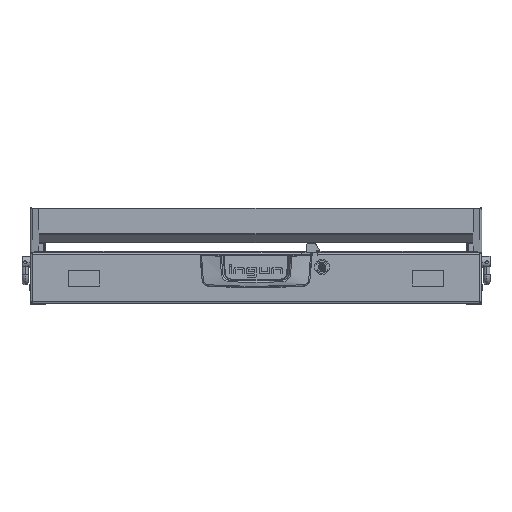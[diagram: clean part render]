
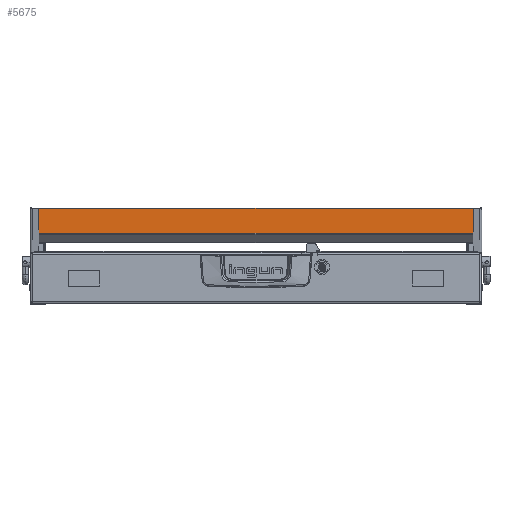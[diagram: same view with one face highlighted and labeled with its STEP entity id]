
A CAD part, top view. The second image highlights one B-rep face of the part: STEP entity #5675.
In plain terms, the highlighted planar face has unit normal (0, 0, 1).
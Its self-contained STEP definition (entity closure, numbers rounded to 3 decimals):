
#1283 = EDGE_CURVE ( 'NONE', #10902, #37518, #25942, .T. ) ;
#1418 = ORIENTED_EDGE ( 'NONE', *, *, #11919, .T. ) ;
#3353 = AXIS2_PLACEMENT_3D ( 'NONE', #43721, #23338, #9550 ) ;
#5301 = EDGE_CURVE ( 'NONE', #10902, #9813, #43544, .T. ) ;
#5675 = ADVANCED_FACE ( 'NONE', ( #19558 ), #36614, .F. ) ;
#6064 = CARTESIAN_POINT ( 'NONE',  ( -323., 138.158, -255. ) ) ;
#8519 = LINE ( 'NONE', #32054, #37834 ) ;
#9182 = CARTESIAN_POINT ( 'NONE',  ( 323., 138.404, -255. ) ) ;
#9550 = DIRECTION ( 'NONE',  ( -1., 0., 0. ) ) ;
#9813 = VERTEX_POINT ( 'NONE', #34832 ) ;
#10228 = ORIENTED_EDGE ( 'NONE', *, *, #5301, .T. ) ;
#10902 = VERTEX_POINT ( 'NONE', #9182 ) ;
#11859 = DIRECTION ( 'NONE',  ( 0., -1., 0. ) ) ;
#11919 = EDGE_CURVE ( 'NONE', #14055, #36492, #30125, .T. ) ;
#13231 = LINE ( 'NONE', #27001, #37510 ) ;
#13236 = VECTOR ( 'NONE', #40094, 1000. ) ;
#14055 = VERTEX_POINT ( 'NONE', #21355 ) ;
#15067 = DIRECTION ( 'NONE',  ( 0., -1., 0. ) ) ;
#15292 = VECTOR ( 'NONE', #15067, 1000. ) ;
#17037 = CARTESIAN_POINT ( 'NONE',  ( 323., 102.414, -255. ) ) ;
#18832 = CARTESIAN_POINT ( 'NONE',  ( 323., 138.404, -255. ) ) ;
#18888 = EDGE_CURVE ( 'NONE', #9813, #28689, #13231, .T. ) ;
#19558 = FACE_OUTER_BOUND ( 'NONE', #41007, .T. ) ;
#21355 = CARTESIAN_POINT ( 'NONE',  ( -323., 102.414, -255. ) ) ;
#22612 = DIRECTION ( 'NONE',  ( 0., -1., 0. ) ) ;
#23338 = DIRECTION ( 'NONE',  ( 0., 0., -1. ) ) ;
#24622 = VECTOR ( 'NONE', #40446, 1000. ) ;
#25942 = LINE ( 'NONE', #18832, #15292 ) ;
#26149 = CARTESIAN_POINT ( 'NONE',  ( 323., 102.414, -255. ) ) ;
#26779 = DIRECTION ( 'NONE',  ( 0., -1., 0. ) ) ;
#27001 = CARTESIAN_POINT ( 'NONE',  ( -323., 138.404, -255. ) ) ;
#28689 = VERTEX_POINT ( 'NONE', #6064 ) ;
#28871 = ORIENTED_EDGE ( 'NONE', *, *, #18888, .T. ) ;
#29474 = ORIENTED_EDGE ( 'NONE', *, *, #1283, .F. ) ;
#30125 = LINE ( 'NONE', #26149, #13236 ) ;
#30259 = CARTESIAN_POINT ( 'NONE',  ( 323., 138.404, -255. ) ) ;
#32054 = CARTESIAN_POINT ( 'NONE',  ( -323., 138.404, -255. ) ) ;
#32801 = LINE ( 'NONE', #42779, #34207 ) ;
#33607 = ORIENTED_EDGE ( 'NONE', *, *, #34144, .F. ) ;
#34144 = EDGE_CURVE ( 'NONE', #37518, #36492, #32801, .T. ) ;
#34207 = VECTOR ( 'NONE', #22612, 1000. ) ;
#34832 = CARTESIAN_POINT ( 'NONE',  ( -323., 138.404, -255. ) ) ;
#36492 = VERTEX_POINT ( 'NONE', #17037 ) ;
#36614 = PLANE ( 'NONE',  #3353 ) ;
#37510 = VECTOR ( 'NONE', #26779, 1000. ) ;
#37518 = VERTEX_POINT ( 'NONE', #42407 ) ;
#37834 = VECTOR ( 'NONE', #11859, 1000. ) ;
#39509 = EDGE_CURVE ( 'NONE', #28689, #14055, #8519, .T. ) ;
#40094 = DIRECTION ( 'NONE',  ( 1., 0., 0. ) ) ;
#40446 = DIRECTION ( 'NONE',  ( -1., 0., 0. ) ) ;
#40738 = ORIENTED_EDGE ( 'NONE', *, *, #39509, .T. ) ;
#41007 = EDGE_LOOP ( 'NONE', ( #40738, #1418, #33607, #29474, #10228, #28871 ) ) ;
#42407 = CARTESIAN_POINT ( 'NONE',  ( 323., 138.158, -255. ) ) ;
#42779 = CARTESIAN_POINT ( 'NONE',  ( 323., 140., -255. ) ) ;
#43544 = LINE ( 'NONE', #30259, #24622 ) ;
#43721 = CARTESIAN_POINT ( 'NONE',  ( 323., 138.404, -255. ) ) ;
